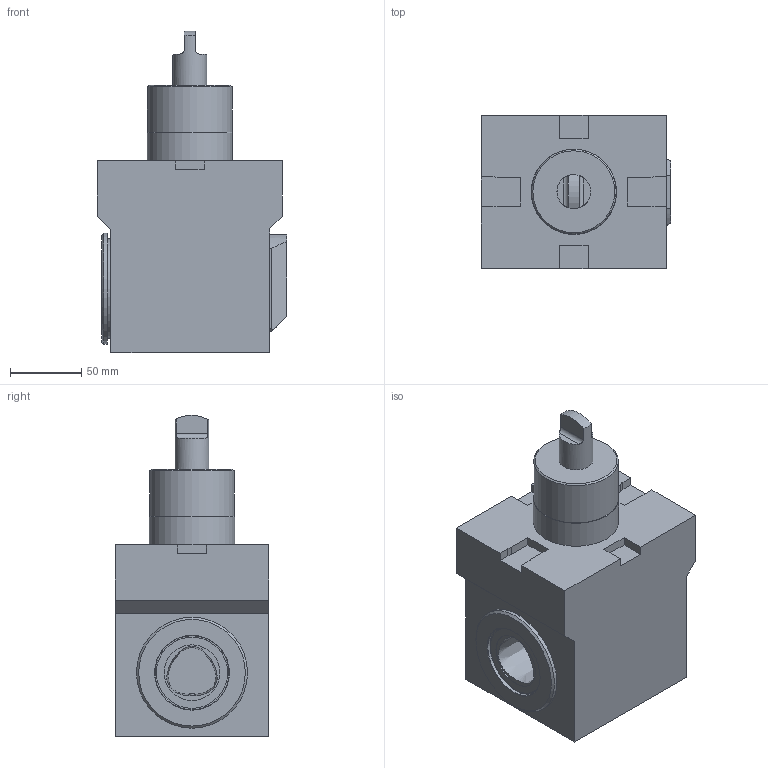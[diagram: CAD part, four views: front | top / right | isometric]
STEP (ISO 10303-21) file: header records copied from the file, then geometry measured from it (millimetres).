
FILE_DESCRIPTION(/* description */ (''),/* implementation_level */ '2;1');
FILE_NAME(/* name */ '1564988905012.stp',/* time_stamp */ '2019-08-05T09:08:29+02:00',/* author */ (''),/* organization */ ('SMS'),/* preprocessor_version */ 'ST-DEVELOPER v16.7',/* originating_system */ 'SIEMENS PLM Software NX 12.0',/* authorisation */ '');
FILE_SCHEMA (('AUTOMOTIVE_DESIGN { 1 0 10303 214 3 1 1 1 }'));
Length unit declared in the file: millimetre
Products named in the file (1): 200836538mod000_03
Bounding box: 133 x 108 x 226 mm (x, y, z)
Volume: 1897195.6 mm3; surface area: 109783 mm2
Topology: 1 solids, 1 shells, 75 faces, 192 edges, 131 vertices
Faces by surface type: plane 50, cylinder 20, cone 4, bspline 1
Full cylindrical faces by diameter (mm): 3 x1, 23.8 x1, 39.2 x1, 50 x1, 52 x1, 59.6 x1, 60 x1, 70 x1, 78 x1
Entity records: 2461 total; most frequent: CARTESIAN_POINT 641, DIRECTION 359, ORIENTED_EDGE 348, EDGE_CURVE 174, VERTEX_POINT 125, AXIS2_PLACEMENT_3D 121, LINE 117, VECTOR 117
